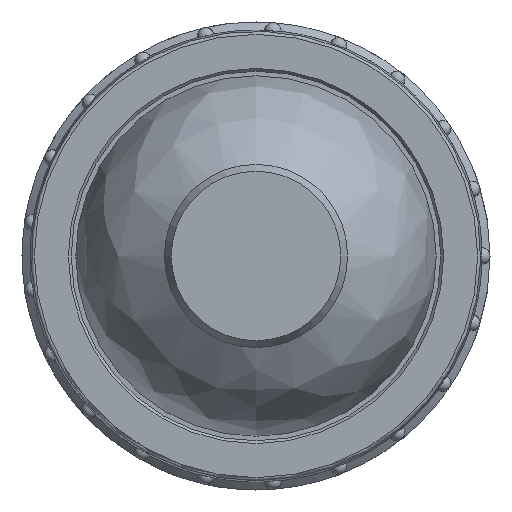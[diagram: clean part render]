
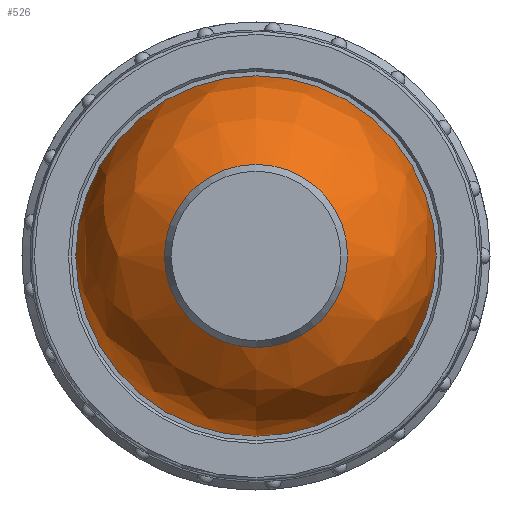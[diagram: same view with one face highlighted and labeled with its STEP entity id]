
A CAD part, front view. The second image highlights one B-rep face of the part: STEP entity #526.
In plain terms, the highlighted free-form (B-spline) face has degree [3, 3] with [4, 7] control points.
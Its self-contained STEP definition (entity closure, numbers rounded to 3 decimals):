
#526 = ADVANCED_FACE( '', ( #1326, #1327 ), #1328, .T. );
#1326 = FACE_OUTER_BOUND( '', #2131, .T. );
#1327 = FACE_OUTER_BOUND( '', #2132, .T. );
#1328 = ( BOUNDED_SURFACE(  )B_SPLINE_SURFACE( 3, 3, ( ( #2135, #2136, #2137, #2138, #2139, #2140, #2141 ), ( #2142, #2143, #2144, #2145, #2146, #2147, #2148 ), ( #2149, #2150, #2151, #2152, #2153, #2154, #2155 ), ( #2156, #2157, #2158, #2159, #2160, #2161, #2162 ) ), .UNSPECIFIED., .F., .T., .F. )B_SPLINE_SURFACE_WITH_KNOTS( ( 4, 4 ), ( 4, 3, 4 ), ( 0., 6.283 ), ( 0., 0.569, 1.137 ), .UNSPECIFIED. )GEOMETRIC_REPRESENTATION_ITEM(  )RATIONAL_B_SPLINE_SURFACE( ( ( 1., 0.333, 0.333, 1., 0.333, 0.333, 1. ), ( 0.895, 0.298, 0.298, 0.895, 0.298, 0.298, 0.895 ), ( 0.895, 0.298, 0.298, 0.895, 0.298, 0.298, 0.895 ), ( 1., 0.333, 0.333, 1., 0.333, 0.333, 1. ) ) )REPRESENTATION_ITEM( '' )SURFACE(  ) );
#2131 = EDGE_LOOP( '', ( #5123 ) );
#2132 = EDGE_LOOP( '', ( #5124 ) );
#2135 = CARTESIAN_POINT( '', ( 0., -94.5, -15. ) );
#2136 = CARTESIAN_POINT( '', ( 30., -94.5, -15. ) );
#2137 = CARTESIAN_POINT( '', ( 30., -94.5, 15. ) );
#2138 = CARTESIAN_POINT( '', ( 0., -94.5, 15. ) );
#2139 = CARTESIAN_POINT( '', ( -30., -94.5, 15. ) );
#2140 = CARTESIAN_POINT( '', ( -30., -94.5, -15. ) );
#2141 = CARTESIAN_POINT( '', ( 0., -94.5, -15. ) );
#2142 = CARTESIAN_POINT( '', ( 0., -90.288, -24.1 ) );
#2143 = CARTESIAN_POINT( '', ( 48.2, -90.288, -24.1 ) );
#2144 = CARTESIAN_POINT( '', ( 48.2, -90.288, 24.1 ) );
#2145 = CARTESIAN_POINT( '', ( 0., -90.288, 24.1 ) );
#2146 = CARTESIAN_POINT( '', ( -48.2, -90.288, 24.1 ) );
#2147 = CARTESIAN_POINT( '', ( -48.2, -90.288, -24.1 ) );
#2148 = CARTESIAN_POINT( '', ( 0., -90.288, -24.1 ) );
#2149 = CARTESIAN_POINT( '', ( 0., -81.839, -29.5 ) );
#2150 = CARTESIAN_POINT( '', ( 59., -81.839, -29.5 ) );
#2151 = CARTESIAN_POINT( '', ( 59., -81.839, 29.5 ) );
#2152 = CARTESIAN_POINT( '', ( 0., -81.839, 29.5 ) );
#2153 = CARTESIAN_POINT( '', ( -59., -81.839, 29.5 ) );
#2154 = CARTESIAN_POINT( '', ( -59., -81.839, -29.5 ) );
#2155 = CARTESIAN_POINT( '', ( 0., -81.839, -29.5 ) );
#2156 = CARTESIAN_POINT( '', ( 0., -71.812, -29.5 ) );
#2157 = CARTESIAN_POINT( '', ( 59., -71.812, -29.5 ) );
#2158 = CARTESIAN_POINT( '', ( 59., -71.812, 29.5 ) );
#2159 = CARTESIAN_POINT( '', ( 0., -71.812, 29.5 ) );
#2160 = CARTESIAN_POINT( '', ( -59., -71.812, 29.5 ) );
#2161 = CARTESIAN_POINT( '', ( -59., -71.812, -29.5 ) );
#2162 = CARTESIAN_POINT( '', ( 0., -71.812, -29.5 ) );
#5123 = ORIENTED_EDGE( '', *, *, #6088, .T. );
#5124 = ORIENTED_EDGE( '', *, *, #6087, .F. );
#6087 = EDGE_CURVE( '', #7646, #7646, #7647, .T. );
#6088 = EDGE_CURVE( '', #7648, #7648, #7649, .T. );
#7646 = VERTEX_POINT( '', #10767 );
#7647 = CIRCLE( '', #10768, 15. );
#7648 = VERTEX_POINT( '', #10769 );
#7649 = CIRCLE( '', #10770, 29.5 );
#10767 = CARTESIAN_POINT( '', ( 0., -94.5, -15. ) );
#10768 = AXIS2_PLACEMENT_3D( '', #12369, #12370, #12371 );
#10769 = CARTESIAN_POINT( '', ( 0., -71.812, -29.5 ) );
#10770 = AXIS2_PLACEMENT_3D( '', #12372, #12373, #12374 );
#12369 = CARTESIAN_POINT( '', ( 0., -94.5, 0. ) );
#12370 = DIRECTION( '', ( 0., -1., 0. ) );
#12371 = DIRECTION( '', ( 0., 0., -1. ) );
#12372 = CARTESIAN_POINT( '', ( 0., -71.812, 0. ) );
#12373 = DIRECTION( '', ( 0., -1., 0. ) );
#12374 = DIRECTION( '', ( 0., 0., -1. ) );
